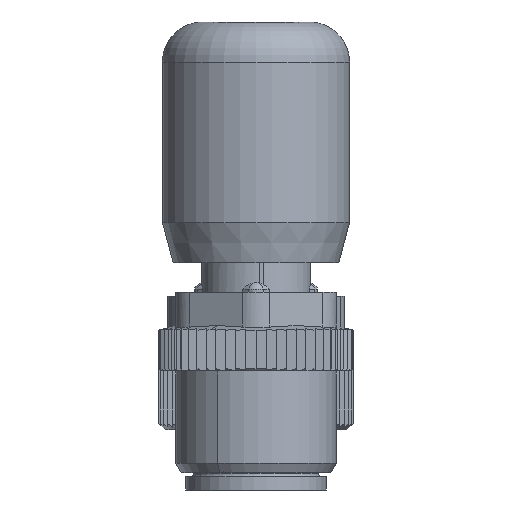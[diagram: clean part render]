
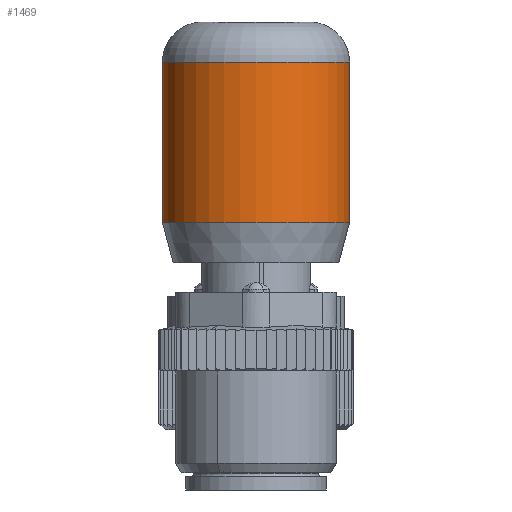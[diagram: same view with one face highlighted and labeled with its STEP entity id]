
A CAD part, front view. The second image highlights one B-rep face of the part: STEP entity #1469.
In plain terms, the highlighted cylindrical face has radius 7 mm (diameter 14 mm), a partial arc.
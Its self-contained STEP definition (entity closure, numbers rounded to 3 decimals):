
#1203=AXIS2_PLACEMENT_3D('Cylinder Axis2P3D',#1200,#1201,#1202) ;
#1431=AXIS2_PLACEMENT_3D('Circle Axis2P3D',#1429,#1430,$) ;
#1460=AXIS2_PLACEMENT_3D('Circle Axis2P3D',#1458,#1459,$) ;
#1200=CARTESIAN_POINT('Axis2P3D Location',(7.3,7.261,28.)) ;
#1209=CARTESIAN_POINT('Vertex',(14.3,7.261,32.)) ;
#1212=CARTESIAN_POINT('Line Origine',(14.3,7.261,28.)) ;
#1216=CARTESIAN_POINT('Vertex',(14.3,7.261,20.)) ;
#1223=CARTESIAN_POINT('Vertex',(0.3,7.261,20.)) ;
#1226=CARTESIAN_POINT('Line Origine',(0.3,7.261,28.)) ;
#1230=CARTESIAN_POINT('Vertex',(0.3,7.261,32.)) ;
#1429=CARTESIAN_POINT('Axis2P3D Location',(7.3,7.261,20.)) ;
#1458=CARTESIAN_POINT('Axis2P3D Location',(7.3,7.261,32.)) ;
#1201=DIRECTION('Axis2P3D Direction',(0.,0.,1.)) ;
#1202=DIRECTION('Axis2P3D XDirection',(1.,0.,0.)) ;
#1213=DIRECTION('Vector Direction',(0.,0.,1.)) ;
#1227=DIRECTION('Vector Direction',(0.,0.,1.)) ;
#1430=DIRECTION('Axis2P3D Direction',(0.,0.,1.)) ;
#1459=DIRECTION('Axis2P3D Direction',(0.,0.,1.)) ;
#1214=VECTOR('Line Direction',#1213,1.) ;
#1228=VECTOR('Line Direction',#1227,1.) ;
#1464=ORIENTED_EDGE('',*,*,#1218,.T.) ;
#1465=ORIENTED_EDGE('',*,*,#1462,.F.) ;
#1466=ORIENTED_EDGE('',*,*,#1232,.F.) ;
#1467=ORIENTED_EDGE('',*,*,#1433,.T.) ;
#1469=ADVANCED_FACE('Hauptk\X2\00F6\X0\rper',(#1468),#1204,.T.) ;
#1432=CIRCLE('generated circle',#1431,7.) ;
#1461=CIRCLE('generated circle',#1460,7.) ;
#1204=CYLINDRICAL_SURFACE('generated cylinder',#1203,7.) ;
#1218=EDGE_CURVE('',#1217,#1210,#1215,.T.) ;
#1232=EDGE_CURVE('',#1224,#1231,#1229,.T.) ;
#1433=EDGE_CURVE('',#1224,#1217,#1432,.T.) ;
#1462=EDGE_CURVE('',#1231,#1210,#1461,.T.) ;
#1463=EDGE_LOOP('',(#1464,#1465,#1466,#1467)) ;
#1468=FACE_OUTER_BOUND('',#1463,.T.) ;
#1215=LINE('Line',#1212,#1214) ;
#1229=LINE('Line',#1226,#1228) ;
#1210=VERTEX_POINT('',#1209) ;
#1217=VERTEX_POINT('',#1216) ;
#1224=VERTEX_POINT('',#1223) ;
#1231=VERTEX_POINT('',#1230) ;
